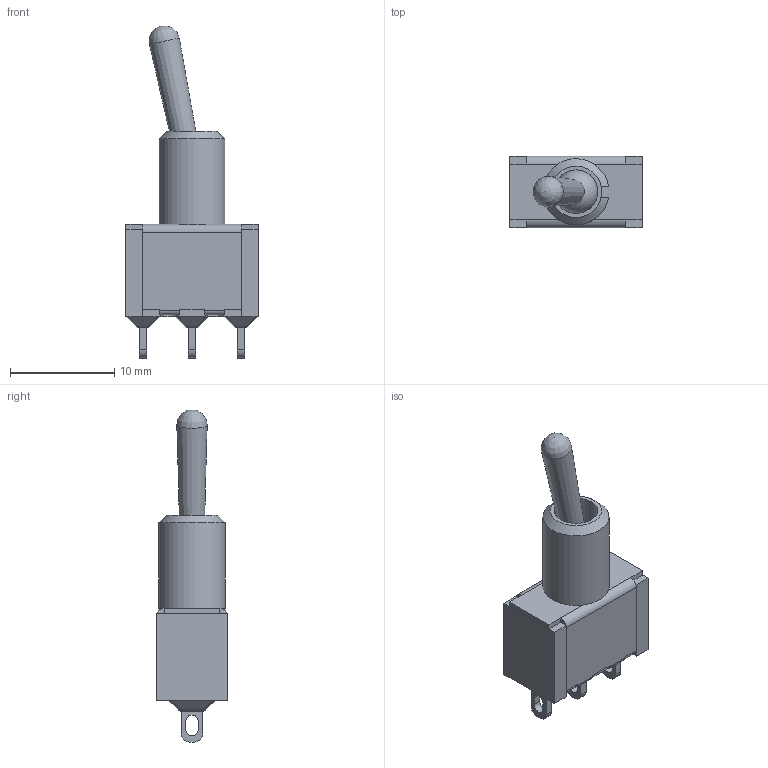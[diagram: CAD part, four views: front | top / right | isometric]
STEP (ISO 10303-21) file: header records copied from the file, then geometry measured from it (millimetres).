
FILE_DESCRIPTION((''),'2;1');
FILE_NAME('100SP1T1B1M1xEx.stp','2011-08-26T08:22:50',('blarson'),(''),'Autodesk Inventor 11','Autodesk Inventor 11','');
FILE_SCHEMA(('AUTOMOTIVE_DESIGN { 1 0 10303 214 1 1 1 1 }'));
Length unit declared in the file: millimetre
Products named in the file (6): T110007; 100-300SPXBODY; 100SPXBRACKET; 100T1; 100B1BUSHING; 100-300SPXM1
Assembly tree (5 placements, depth 2):
  T110007
    100-300SPXBODY
    100SPXBRACKET
    100T1
    100B1BUSHING
    100-300SPXM1
Bounding box: 12.7 x 6.86 x 31.86 mm (x, y, z)
Volume: 1054.2 mm3; surface area: 1722.5 mm2
Topology: 7 solids, 7 shells, 209 faces, 525 edges, 324 vertices
Faces by surface type: plane 137, cylinder 55, sphere 13, cone 3, bspline 1
Full cylindrical faces by diameter (mm): 1.65 x1, 4.2 x1
Entity records: 6246 total; most frequent: CARTESIAN_POINT 1101, DIRECTION 1056, ORIENTED_EDGE 1012, EDGE_CURVE 506, VECTOR 386, LINE 386, AXIS2_PLACEMENT_3D 335, VERTEX_POINT 323
